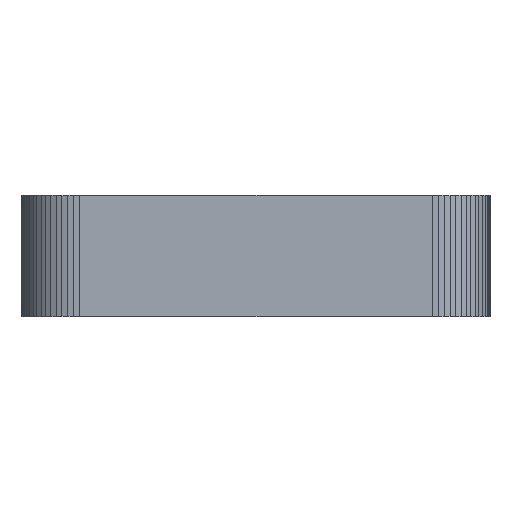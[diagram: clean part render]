
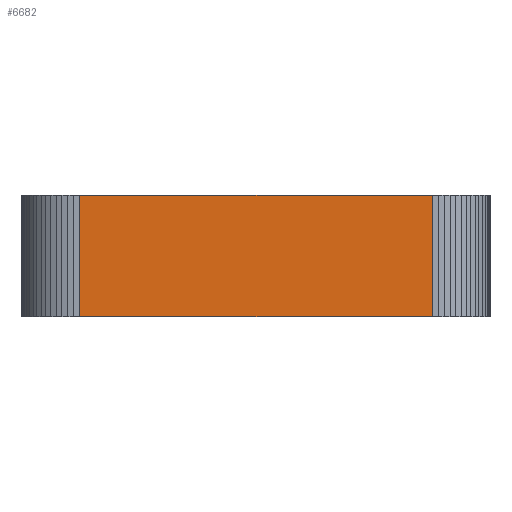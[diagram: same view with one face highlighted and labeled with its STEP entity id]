
A CAD part, left-side view. The second image highlights one B-rep face of the part: STEP entity #6682.
In plain terms, the highlighted planar face has unit normal (-1, 0, 0).
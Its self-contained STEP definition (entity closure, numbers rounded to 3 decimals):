
#72 = PLANE('',#73);
#73 = AXIS2_PLACEMENT_3D('',#74,#75,#76);
#74 = CARTESIAN_POINT('',(19.75,-15.5,
    10.));
#75 = DIRECTION('',(0.,0.,1.));
#76 = DIRECTION('',(1.,0.,-0.));
#126 = PLANE('',#127);
#127 = AXIS2_PLACEMENT_3D('',#128,#129,#130);
#128 = CARTESIAN_POINT('',(19.75,-15.5,0.));
#129 = DIRECTION('',(0.,0.,1.));
#130 = DIRECTION('',(1.,0.,-0.));
#1635 = VERTEX_POINT('',#1636);
#1636 = CARTESIAN_POINT('',(-3.75,-1.,0.));
#1650 = PLANE('',#1651);
#1651 = AXIS2_PLACEMENT_3D('',#1652,#1653,#1654);
#1652 = CARTESIAN_POINT('',(-3.724,-0.503,0.));
#1653 = DIRECTION('',(0.999,-0.052,0.));
#1654 = DIRECTION('',(-0.052,-0.999,0.));
#1662 = EDGE_CURVE('',#1635,#1663,#1665,.T.);
#1663 = VERTEX_POINT('',#1664);
#1664 = CARTESIAN_POINT('',(-3.75,-30.,0.));
#1665 = SURFACE_CURVE('',#1666,(#1670,#1677),.PCURVE_S1.);
#1666 = LINE('',#1667,#1668);
#1667 = CARTESIAN_POINT('',(-3.75,-1.,0.));
#1668 = VECTOR('',#1669,1.);
#1669 = DIRECTION('',(0.,-1.,0.));
#1670 = PCURVE('',#126,#1671);
#1671 = DEFINITIONAL_REPRESENTATION('',(#1672),#1676);
#1672 = LINE('',#1673,#1674);
#1673 = CARTESIAN_POINT('',(-23.5,14.5));
#1674 = VECTOR('',#1675,1.);
#1675 = DIRECTION('',(0.,-1.));
#1676 = ( GEOMETRIC_REPRESENTATION_CONTEXT(2) 
PARAMETRIC_REPRESENTATION_CONTEXT() REPRESENTATION_CONTEXT('2D SPACE',''
  ) );
#1677 = PCURVE('',#1678,#1683);
#1678 = PLANE('',#1679);
#1679 = AXIS2_PLACEMENT_3D('',#1680,#1681,#1682);
#1680 = CARTESIAN_POINT('',(-3.75,-1.,0.));
#1681 = DIRECTION('',(1.,0.,-0.));
#1682 = DIRECTION('',(0.,-1.,0.));
#1683 = DEFINITIONAL_REPRESENTATION('',(#1684),#1688);
#1684 = LINE('',#1685,#1686);
#1685 = CARTESIAN_POINT('',(0.,0.));
#1686 = VECTOR('',#1687,1.);
#1687 = DIRECTION('',(1.,0.));
#1688 = ( GEOMETRIC_REPRESENTATION_CONTEXT(2) 
PARAMETRIC_REPRESENTATION_CONTEXT() REPRESENTATION_CONTEXT('2D SPACE',''
  ) );
#1706 = PLANE('',#1707);
#1707 = AXIS2_PLACEMENT_3D('',#1708,#1709,#1710);
#1708 = CARTESIAN_POINT('',(-3.75,-30.,0.));
#1709 = DIRECTION('',(1.,0.,0.));
#1710 = DIRECTION('',(0.,-1.,0.));
#5258 = VERTEX_POINT('',#5259);
#5259 = CARTESIAN_POINT('',(-3.75,-1.,10.));
#5280 = EDGE_CURVE('',#5258,#5281,#5283,.T.);
#5281 = VERTEX_POINT('',#5282);
#5282 = CARTESIAN_POINT('',(-3.75,-30.,
    10.));
#5283 = SURFACE_CURVE('',#5284,(#5288,#5295),.PCURVE_S1.);
#5284 = LINE('',#5285,#5286);
#5285 = CARTESIAN_POINT('',(-3.75,-1.,10.));
#5286 = VECTOR('',#5287,1.);
#5287 = DIRECTION('',(0.,-1.,0.));
#5288 = PCURVE('',#72,#5289);
#5289 = DEFINITIONAL_REPRESENTATION('',(#5290),#5294);
#5290 = LINE('',#5291,#5292);
#5291 = CARTESIAN_POINT('',(-23.5,14.5));
#5292 = VECTOR('',#5293,1.);
#5293 = DIRECTION('',(0.,-1.));
#5294 = ( GEOMETRIC_REPRESENTATION_CONTEXT(2) 
PARAMETRIC_REPRESENTATION_CONTEXT() REPRESENTATION_CONTEXT('2D SPACE',''
  ) );
#5295 = PCURVE('',#1678,#5296);
#5296 = DEFINITIONAL_REPRESENTATION('',(#5297),#5301);
#5297 = LINE('',#5298,#5299);
#5298 = CARTESIAN_POINT('',(0.,-10.));
#5299 = VECTOR('',#5300,1.);
#5300 = DIRECTION('',(1.,0.));
#5301 = ( GEOMETRIC_REPRESENTATION_CONTEXT(2) 
PARAMETRIC_REPRESENTATION_CONTEXT() REPRESENTATION_CONTEXT('2D SPACE',''
  ) );
#6632 = EDGE_CURVE('',#1663,#5281,#6633,.T.);
#6633 = SURFACE_CURVE('',#6634,(#6638,#6645),.PCURVE_S1.);
#6634 = LINE('',#6635,#6636);
#6635 = CARTESIAN_POINT('',(-3.75,-30.,0.));
#6636 = VECTOR('',#6637,1.);
#6637 = DIRECTION('',(0.,0.,1.));
#6638 = PCURVE('',#1706,#6639);
#6639 = DEFINITIONAL_REPRESENTATION('',(#6640),#6644);
#6640 = LINE('',#6641,#6642);
#6641 = CARTESIAN_POINT('',(0.,0.));
#6642 = VECTOR('',#6643,1.);
#6643 = DIRECTION('',(0.,-1.));
#6644 = ( GEOMETRIC_REPRESENTATION_CONTEXT(2) 
PARAMETRIC_REPRESENTATION_CONTEXT() REPRESENTATION_CONTEXT('2D SPACE',''
  ) );
#6645 = PCURVE('',#1678,#6646);
#6646 = DEFINITIONAL_REPRESENTATION('',(#6647),#6651);
#6647 = LINE('',#6648,#6649);
#6648 = CARTESIAN_POINT('',(29.,0.));
#6649 = VECTOR('',#6650,1.);
#6650 = DIRECTION('',(0.,-1.));
#6651 = ( GEOMETRIC_REPRESENTATION_CONTEXT(2) 
PARAMETRIC_REPRESENTATION_CONTEXT() REPRESENTATION_CONTEXT('2D SPACE',''
  ) );
#6682 = ADVANCED_FACE('',(#6683),#1678,.F.);
#6683 = FACE_BOUND('',#6684,.F.);
#6684 = EDGE_LOOP('',(#6685,#6706,#6707,#6708));
#6685 = ORIENTED_EDGE('',*,*,#6686,.T.);
#6686 = EDGE_CURVE('',#1635,#5258,#6687,.T.);
#6687 = SURFACE_CURVE('',#6688,(#6692,#6699),.PCURVE_S1.);
#6688 = LINE('',#6689,#6690);
#6689 = CARTESIAN_POINT('',(-3.75,-1.,0.));
#6690 = VECTOR('',#6691,1.);
#6691 = DIRECTION('',(0.,0.,1.));
#6692 = PCURVE('',#1678,#6693);
#6693 = DEFINITIONAL_REPRESENTATION('',(#6694),#6698);
#6694 = LINE('',#6695,#6696);
#6695 = CARTESIAN_POINT('',(0.,0.));
#6696 = VECTOR('',#6697,1.);
#6697 = DIRECTION('',(0.,-1.));
#6698 = ( GEOMETRIC_REPRESENTATION_CONTEXT(2) 
PARAMETRIC_REPRESENTATION_CONTEXT() REPRESENTATION_CONTEXT('2D SPACE',''
  ) );
#6699 = PCURVE('',#1650,#6700);
#6700 = DEFINITIONAL_REPRESENTATION('',(#6701),#6705);
#6701 = LINE('',#6702,#6703);
#6702 = CARTESIAN_POINT('',(0.497,0.));
#6703 = VECTOR('',#6704,1.);
#6704 = DIRECTION('',(0.,-1.));
#6705 = ( GEOMETRIC_REPRESENTATION_CONTEXT(2) 
PARAMETRIC_REPRESENTATION_CONTEXT() REPRESENTATION_CONTEXT('2D SPACE',''
  ) );
#6706 = ORIENTED_EDGE('',*,*,#5280,.T.);
#6707 = ORIENTED_EDGE('',*,*,#6632,.F.);
#6708 = ORIENTED_EDGE('',*,*,#1662,.F.);
